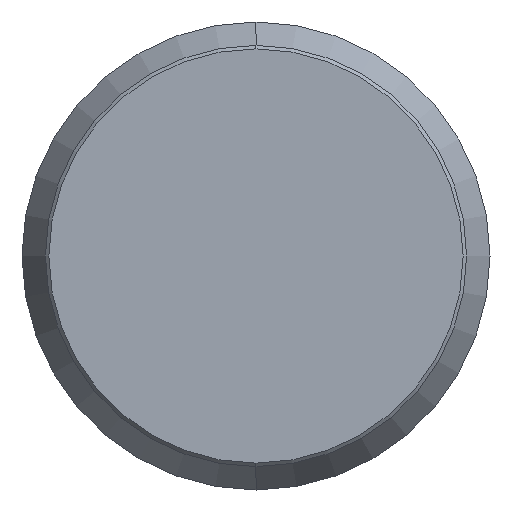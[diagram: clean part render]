
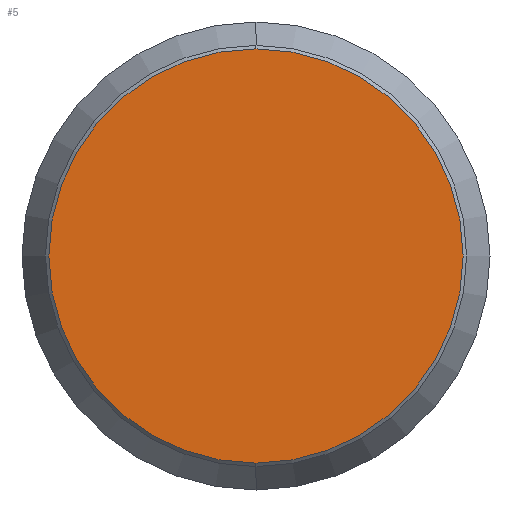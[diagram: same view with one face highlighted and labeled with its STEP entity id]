
A CAD part, left-side view. The second image highlights one B-rep face of the part: STEP entity #5.
In plain terms, the highlighted planar face has unit normal (-1, 0, 0).
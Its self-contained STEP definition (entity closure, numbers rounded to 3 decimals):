
#5 = ADVANCED_FACE ( 'NONE', ( #536 ), #636, .F. ) ;
#32 = DIRECTION ( 'NONE',  ( 0., 0., -1. ) ) ;
#40 = VERTEX_POINT ( 'NONE', #438 ) ;
#63 = CARTESIAN_POINT ( 'NONE',  ( 0., 0., -17.7 ) ) ;
#77 = EDGE_CURVE ( 'NONE', #470, #40, #331, .T. ) ;
#129 = EDGE_CURVE ( 'NONE', #40, #470, #285, .T. ) ;
#134 = AXIS2_PLACEMENT_3D ( 'NONE', #400, #352, #349 ) ;
#229 = AXIS2_PLACEMENT_3D ( 'NONE', #347, #249, #645 ) ;
#247 = DIRECTION ( 'NONE',  ( 1., 0., 0. ) ) ;
#249 = DIRECTION ( 'NONE',  ( -1., 0., 0. ) ) ;
#285 = CIRCLE ( 'NONE', #134, 17.7 ) ;
#297 = AXIS2_PLACEMENT_3D ( 'NONE', #444, #247, #32 ) ;
#331 = CIRCLE ( 'NONE', #229, 17.7 ) ;
#339 = EDGE_LOOP ( 'NONE', ( #625, #464 ) ) ;
#347 = CARTESIAN_POINT ( 'NONE',  ( 0., 0., 0. ) ) ;
#349 = DIRECTION ( 'NONE',  ( 0., 0., 1. ) ) ;
#352 = DIRECTION ( 'NONE',  ( -1., 0., 0. ) ) ;
#400 = CARTESIAN_POINT ( 'NONE',  ( 0., 0., 0. ) ) ;
#438 = CARTESIAN_POINT ( 'NONE',  ( 0., 0., 17.7 ) ) ;
#444 = CARTESIAN_POINT ( 'NONE',  ( 0., 0., 0. ) ) ;
#464 = ORIENTED_EDGE ( 'NONE', *, *, #129, .T. ) ;
#470 = VERTEX_POINT ( 'NONE', #63 ) ;
#536 = FACE_OUTER_BOUND ( 'NONE', #339, .T. ) ;
#625 = ORIENTED_EDGE ( 'NONE', *, *, #77, .T. ) ;
#636 = PLANE ( 'NONE',  #297 ) ;
#645 = DIRECTION ( 'NONE',  ( 0., 0., 1. ) ) ;
